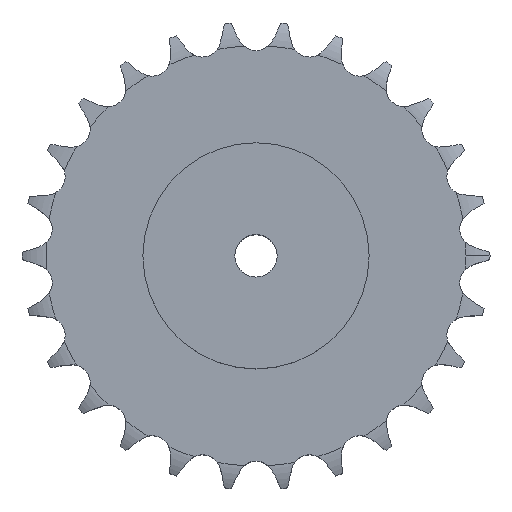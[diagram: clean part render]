
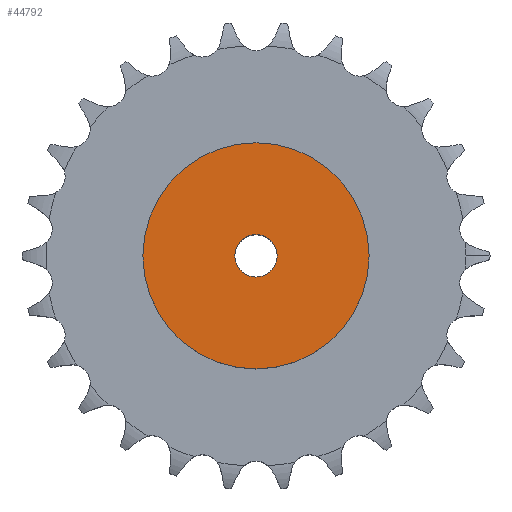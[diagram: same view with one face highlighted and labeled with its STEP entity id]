
A CAD part, top view. The second image highlights one B-rep face of the part: STEP entity #44792.
In plain terms, the highlighted planar face has unit normal (0, 0, 1).
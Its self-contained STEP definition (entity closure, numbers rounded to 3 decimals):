
#23892 = CYLINDRICAL_SURFACE('',#23893,15.);
#23893 = AXIS2_PLACEMENT_3D('',#23894,#23895,#23896);
#23894 = CARTESIAN_POINT('',(0.,0.,511.91));
#23895 = DIRECTION('',(0.,0.,1.));
#23896 = DIRECTION('',(1.,0.,0.));
#30664 = EDGE_CURVE('',#30665,#30665,#30667,.T.);
#30665 = VERTEX_POINT('',#30666);
#30666 = CARTESIAN_POINT('',(15.,0.,100.));
#30667 = SURFACE_CURVE('',#30668,(#30673,#30680),.PCURVE_S1.);
#30668 = CIRCLE('',#30669,15.);
#30669 = AXIS2_PLACEMENT_3D('',#30670,#30671,#30672);
#30670 = CARTESIAN_POINT('',(0.,0.,100.));
#30671 = DIRECTION('',(0.,0.,1.));
#30672 = DIRECTION('',(1.,0.,0.));
#30673 = PCURVE('',#23892,#30674);
#30674 = DEFINITIONAL_REPRESENTATION('',(#30675),#30679);
#30675 = LINE('',#30676,#30677);
#30676 = CARTESIAN_POINT('',(0.,-411.91));
#30677 = VECTOR('',#30678,1.);
#30678 = DIRECTION('',(1.,0.));
#30679 = ( GEOMETRIC_REPRESENTATION_CONTEXT(2) 
PARAMETRIC_REPRESENTATION_CONTEXT() REPRESENTATION_CONTEXT('2D SPACE',''
  ) );
#30680 = PCURVE('',#30681,#30686);
#30681 = PLANE('',#30682);
#30682 = AXIS2_PLACEMENT_3D('',#30683,#30684,#30685);
#30683 = CARTESIAN_POINT('',(0.,0.,100.
    ));
#30684 = DIRECTION('',(0.,0.,1.));
#30685 = DIRECTION('',(1.,0.,0.));
#30686 = DEFINITIONAL_REPRESENTATION('',(#30687),#30691);
#30687 = CIRCLE('',#30688,15.);
#30688 = AXIS2_PLACEMENT_2D('',#30689,#30690);
#30689 = CARTESIAN_POINT('',(0.,0.));
#30690 = DIRECTION('',(1.,0.));
#30691 = ( GEOMETRIC_REPRESENTATION_CONTEXT(2) 
PARAMETRIC_REPRESENTATION_CONTEXT() REPRESENTATION_CONTEXT('2D SPACE',''
  ) );
#44792 = ADVANCED_FACE('',(#44793,#44824),#30681,.T.);
#44793 = FACE_BOUND('',#44794,.T.);
#44794 = EDGE_LOOP('',(#44795));
#44795 = ORIENTED_EDGE('',*,*,#44796,.T.);
#44796 = EDGE_CURVE('',#44797,#44797,#44799,.T.);
#44797 = VERTEX_POINT('',#44798);
#44798 = CARTESIAN_POINT('',(80.,0.,100.));
#44799 = SURFACE_CURVE('',#44800,(#44805,#44812),.PCURVE_S1.);
#44800 = CIRCLE('',#44801,80.);
#44801 = AXIS2_PLACEMENT_3D('',#44802,#44803,#44804);
#44802 = CARTESIAN_POINT('',(0.,0.,100.));
#44803 = DIRECTION('',(0.,0.,1.));
#44804 = DIRECTION('',(1.,0.,0.));
#44805 = PCURVE('',#30681,#44806);
#44806 = DEFINITIONAL_REPRESENTATION('',(#44807),#44811);
#44807 = CIRCLE('',#44808,80.);
#44808 = AXIS2_PLACEMENT_2D('',#44809,#44810);
#44809 = CARTESIAN_POINT('',(0.,0.));
#44810 = DIRECTION('',(1.,0.));
#44811 = ( GEOMETRIC_REPRESENTATION_CONTEXT(2) 
PARAMETRIC_REPRESENTATION_CONTEXT() REPRESENTATION_CONTEXT('2D SPACE',''
  ) );
#44812 = PCURVE('',#44813,#44818);
#44813 = CYLINDRICAL_SURFACE('',#44814,80.);
#44814 = AXIS2_PLACEMENT_3D('',#44815,#44816,#44817);
#44815 = CARTESIAN_POINT('',(0.,0.,0.));
#44816 = DIRECTION('',(-0.,-0.,-1.));
#44817 = DIRECTION('',(1.,0.,0.));
#44818 = DEFINITIONAL_REPRESENTATION('',(#44819),#44823);
#44819 = LINE('',#44820,#44821);
#44820 = CARTESIAN_POINT('',(-0.,-100.));
#44821 = VECTOR('',#44822,1.);
#44822 = DIRECTION('',(-1.,0.));
#44823 = ( GEOMETRIC_REPRESENTATION_CONTEXT(2) 
PARAMETRIC_REPRESENTATION_CONTEXT() REPRESENTATION_CONTEXT('2D SPACE',''
  ) );
#44824 = FACE_BOUND('',#44825,.T.);
#44825 = EDGE_LOOP('',(#44826));
#44826 = ORIENTED_EDGE('',*,*,#30664,.F.);
